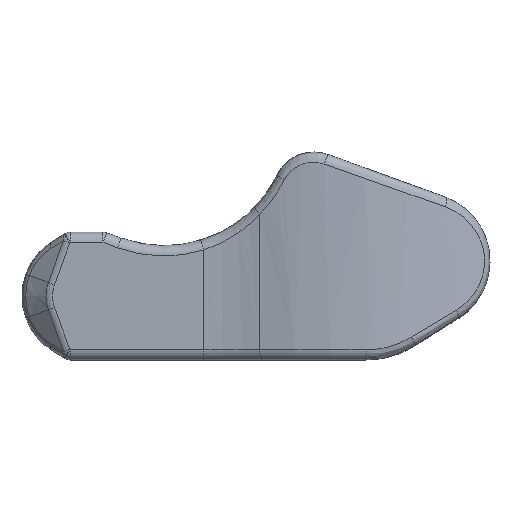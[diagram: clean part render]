
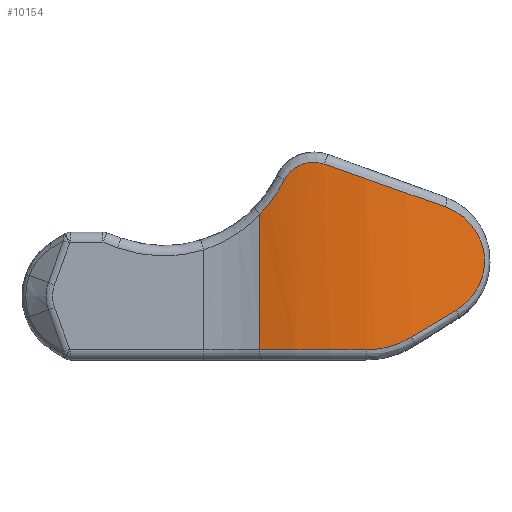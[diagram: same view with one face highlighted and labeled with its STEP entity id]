
A CAD part, left-side view. The second image highlights one B-rep face of the part: STEP entity #10154.
In plain terms, the highlighted cylindrical face has radius 154 mm (diameter 308 mm), a partial arc.
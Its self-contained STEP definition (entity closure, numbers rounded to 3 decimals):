
#654=CARTESIAN_POINT('',(-54.284,111.707,100.761));
#655=CARTESIAN_POINT('',(-54.579,110.505,101.972));
#656=CARTESIAN_POINT('',(-55.116,108.191,104.489));
#657=CARTESIAN_POINT('',(-55.786,104.98,108.575));
#658=CARTESIAN_POINT('',(-56.328,102.093,112.917));
#659=CARTESIAN_POINT('',(-56.612,100.415,115.936));
#660=CARTESIAN_POINT('',(-56.738,99.635,117.479));
#662=CARTESIAN_POINT('',(-56.738,99.635,117.479));
#663=CARTESIAN_POINT('',(-56.783,99.357,118.029));
#664=CARTESIAN_POINT('',(-56.882,98.737,119.087));
#665=CARTESIAN_POINT('',(-57.055,97.607,120.564));
#666=CARTESIAN_POINT('',(-57.243,96.3,121.895));
#667=CARTESIAN_POINT('',(-57.442,94.833,123.064));
#668=CARTESIAN_POINT('',(-57.642,93.229,124.05));
#669=CARTESIAN_POINT('',(-57.836,91.515,124.84));
#670=CARTESIAN_POINT('',(-58.02,89.713,125.421));
#671=CARTESIAN_POINT('',(-58.187,87.853,125.785));
#672=CARTESIAN_POINT('',(-58.334,85.963,125.927));
#673=CARTESIAN_POINT('',(-58.457,84.072,125.845));
#674=CARTESIAN_POINT('',(-58.556,82.203,125.542));
#675=CARTESIAN_POINT('',(-58.605,80.998,125.196));
#676=CARTESIAN_POINT('',(-58.625,80.404,124.987));
#678=CARTESIAN_POINT('',(-58.625,80.404,124.987));
#679=CARTESIAN_POINT('',(-58.742,77.077,123.815));
#680=CARTESIAN_POINT('',(-58.759,70.418,121.47));
#681=CARTESIAN_POINT('',(-58.138,60.449,117.96));
#682=CARTESIAN_POINT('',(-56.873,50.545,114.472));
#683=CARTESIAN_POINT('',(-54.971,40.75,111.023));
#684=CARTESIAN_POINT('',(-52.441,31.105,107.626));
#685=CARTESIAN_POINT('',(-50.344,24.805,105.407));
#686=CARTESIAN_POINT('',(-49.196,21.692,104.311));
#688=CARTESIAN_POINT('',(-49.196,21.692,104.311));
#689=CARTESIAN_POINT('',(-48.824,20.684,103.956));
#690=CARTESIAN_POINT('',(-48.075,18.721,103.143));
#691=CARTESIAN_POINT('',(-46.937,15.906,101.6));
#692=CARTESIAN_POINT('',(-45.825,13.303,99.775));
#693=CARTESIAN_POINT('',(-44.766,10.939,97.696));
#694=CARTESIAN_POINT('',(-43.788,8.847,95.403));
#695=CARTESIAN_POINT('',(-42.915,7.045,92.934));
#696=CARTESIAN_POINT('',(-42.166,5.546,90.326));
#697=CARTESIAN_POINT('',(-41.557,4.356,87.619));
#698=CARTESIAN_POINT('',(-41.1,3.478,84.851));
#699=CARTESIAN_POINT('',(-40.797,2.905,82.049));
#700=CARTESIAN_POINT('',(-40.651,2.63,79.234));
#701=CARTESIAN_POINT('',(-40.66,2.648,76.418));
#702=CARTESIAN_POINT('',(-40.826,2.959,73.605));
#703=CARTESIAN_POINT('',(-41.148,3.569,70.806));
#704=CARTESIAN_POINT('',(-41.624,4.485,68.045));
#705=CARTESIAN_POINT('',(-42.25,5.712,65.349));
#706=CARTESIAN_POINT('',(-43.015,7.249,62.756));
#707=CARTESIAN_POINT('',(-43.903,9.089,60.305));
#708=CARTESIAN_POINT('',(-44.892,11.215,58.037));
#709=CARTESIAN_POINT('',(-45.959,13.61,55.988));
#710=CARTESIAN_POINT('',(-46.7,15.356,54.797));
#711=CARTESIAN_POINT('',(-47.077,16.27,54.245));
#713=CARTESIAN_POINT('',(-47.077,16.27,54.245));
#714=CARTESIAN_POINT('',(-48.049,18.625,52.823));
#715=CARTESIAN_POINT('',(-49.877,23.387,49.949));
#716=CARTESIAN_POINT('',(-52.266,30.674,45.549));
#717=CARTESIAN_POINT('',(-53.618,35.614,42.567));
#718=CARTESIAN_POINT('',(-54.232,38.102,41.065));
#720=CARTESIAN_POINT('',(-54.232,38.102,41.065));
#721=CARTESIAN_POINT('',(-54.505,39.208,40.397));
#722=CARTESIAN_POINT('',(-55.037,41.467,39.173));
#723=CARTESIAN_POINT('',(-55.785,45.013,37.654));
#724=CARTESIAN_POINT('',(-56.466,48.67,36.468));
#725=CARTESIAN_POINT('',(-57.068,52.408,35.62));
#726=CARTESIAN_POINT('',(-57.582,56.193,35.112));
#727=CARTESIAN_POINT('',(-57.861,58.721,35.));
#728=CARTESIAN_POINT('',(-57.986,59.988,35.));
#730=CARTESIAN_POINT('',(95.28,75.01,35.));
#731=DIRECTION('',(0.,0.,-1.));
#732=DIRECTION('',(-0.995,-0.098,0.));
#733=AXIS2_PLACEMENT_3D('',#730,#731,#732);
#735=DIRECTION('',(0.,0.,-1.));
#736=VECTOR('',#735,65.761);
#737=CARTESIAN_POINT('',(-54.284,111.707,100.761));
#738=LINE('',#737,#736);
#757=CARTESIAN_POINT('',(-54.284,111.707,100.761));
#8131=VERTEX_POINT('',#757);
#8134=VERTEX_POINT('',#660);
#8136=VERTEX_POINT('',#676);
#8138=VERTEX_POINT('',#686);
#8140=VERTEX_POINT('',#711);
#8142=VERTEX_POINT('',#718);
#8144=VERTEX_POINT('',#728);
#8146=CARTESIAN_POINT('',(-54.284,111.707,35.));
#8147=VERTEX_POINT('',#8146);
#10132=CARTESIAN_POINT('',(95.28,75.01,1.));
#10133=DIRECTION('',(0.,0.,1.));
#10134=DIRECTION('',(0.971,-0.238,0.));
#10135=AXIS2_PLACEMENT_3D('',#10132,#10133,#10134);
#10136=CYLINDRICAL_SURFACE('',#10135,154.);
#10138=ORIENTED_EDGE('',*,*,#10137,.T.);
#10140=ORIENTED_EDGE('',*,*,#10139,.T.);
#10142=ORIENTED_EDGE('',*,*,#10141,.T.);
#10143=ORIENTED_EDGE('',*,*,#10122,.T.);
#10145=ORIENTED_EDGE('',*,*,#10144,.T.);
#10147=ORIENTED_EDGE('',*,*,#10146,.T.);
#10149=ORIENTED_EDGE('',*,*,#10148,.T.);
#10151=ORIENTED_EDGE('',*,*,#10150,.F.);
#10152=EDGE_LOOP('',(#10138,#10140,#10142,#10143,#10145,#10147,#10149,#10151));
#10153=FACE_OUTER_BOUND('',#10152,.F.);
#10154=ADVANCED_FACE('',(#10153),#10136,.T.);
#661=B_SPLINE_CURVE_WITH_KNOTS('',3,(#654,#655,#656,#657,#658,#659,#660),
.UNSPECIFIED.,.F.,.F.,(4,1,1,1,4),(0.,0.25,0.5,0.75,1.),
.UNSPECIFIED.);
#677=B_SPLINE_CURVE_WITH_KNOTS('',3,(#662,#663,#664,#665,#666,#667,#668,#669,
#670,#671,#672,#673,#674,#675,#676),.UNSPECIFIED.,.F.,.F.,(4,1,1,1,1,1,1,1,1,1,
1,1,4),(0.,0.083,0.167,0.25,0.333,
0.417,0.5,0.583,0.667,0.75,
0.833,0.917,1.),.UNSPECIFIED.);
#687=B_SPLINE_CURVE_WITH_KNOTS('',3,(#678,#679,#680,#681,#682,#683,#684,#685,
#686),.UNSPECIFIED.,.F.,.F.,(4,1,1,1,1,1,4),(0.,0.167,
0.333,0.5,0.667,0.833,1.),
.UNSPECIFIED.);
#712=B_SPLINE_CURVE_WITH_KNOTS('',3,(#688,#689,#690,#691,#692,#693,#694,#695,
#696,#697,#698,#699,#700,#701,#702,#703,#704,#705,#706,#707,#708,#709,#710,
#711),.UNSPECIFIED.,.F.,.F.,(4,1,1,1,1,1,1,1,1,1,1,1,1,1,1,1,1,1,1,1,1,4),(0.,
0.048,0.095,0.143,0.19,
0.238,0.286,0.333,0.381,
0.429,0.476,0.524,0.571,
0.619,0.667,0.714,0.762,
0.81,0.857,0.905,0.952,1.),
.UNSPECIFIED.);
#719=B_SPLINE_CURVE_WITH_KNOTS('',3,(#713,#714,#715,#716,#717,#718),
.UNSPECIFIED.,.F.,.F.,(4,1,1,4),(0.,0.333,0.667,1.),
.UNSPECIFIED.);
#729=B_SPLINE_CURVE_WITH_KNOTS('',3,(#720,#721,#722,#723,#724,#725,#726,#727,
#728),.UNSPECIFIED.,.F.,.F.,(4,1,1,1,1,1,4),(0.,0.167,
0.333,0.5,0.667,0.833,1.),
.UNSPECIFIED.);
#734=CIRCLE('',#733,154.);
#10122=EDGE_CURVE('',#8138,#8140,#712,.T.);
#10137=EDGE_CURVE('',#8131,#8134,#661,.T.);
#10139=EDGE_CURVE('',#8134,#8136,#677,.T.);
#10141=EDGE_CURVE('',#8136,#8138,#687,.T.);
#10144=EDGE_CURVE('',#8140,#8142,#719,.T.);
#10146=EDGE_CURVE('',#8142,#8144,#729,.T.);
#10148=EDGE_CURVE('',#8144,#8147,#734,.T.);
#10150=EDGE_CURVE('',#8131,#8147,#738,.T.);
